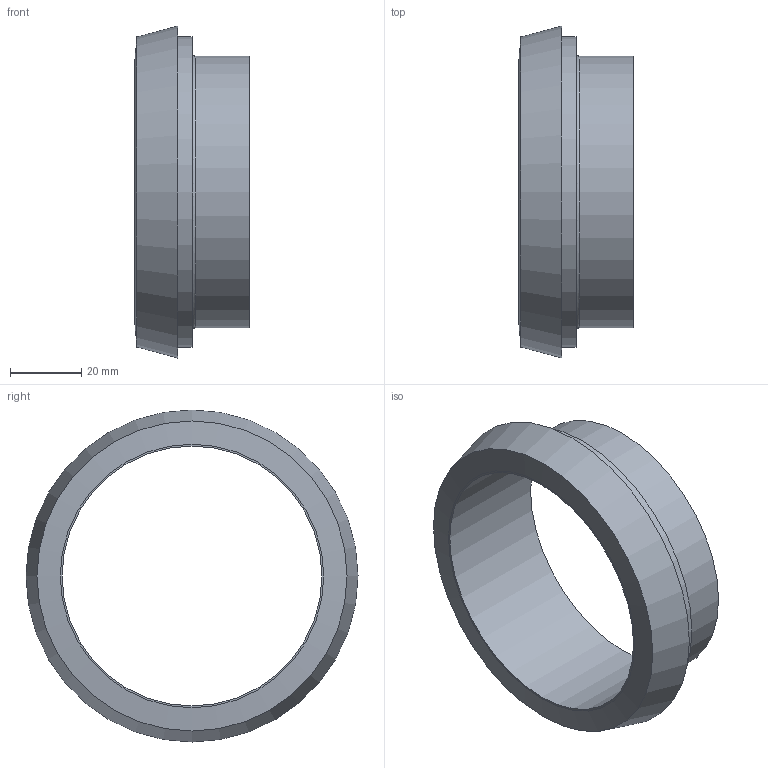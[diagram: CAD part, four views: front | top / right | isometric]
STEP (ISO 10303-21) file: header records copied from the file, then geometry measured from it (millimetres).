
FILE_DESCRIPTION((''),'2;1');
FILE_NAME('11401300x.stp','2010-08-03T11:34:03',('thilbrands'),(''),'Autodesk Inventor 2008','Autodesk Inventor 2008','');
FILE_SCHEMA(('AUTOMOTIVE_DESIGN { 1 0 10303 214 1 1 1 1 }'));
Length unit declared in the file: millimetre
Products named in the file (1): 114011001
Bounding box: 32 x 93 x 93 mm (x, y, z)
Volume: 38939 mm3; surface area: 19879.7 mm2
Topology: 1 solids, 1 shells, 10 faces, 16 edges, 10 vertices
Faces by surface type: plane 4, cylinder 3, cone 2, bspline 1
Full cylindrical faces by diameter (mm): 72.8 x1, 76.1 x1, 87 x1
Entity records: 274 total; most frequent: CARTESIAN_POINT 75, DIRECTION 40, AXIS2_PLACEMENT_3D 20, ORIENTED_EDGE 20, EDGE_LOOP 20, VERTEX_POINT 10, CIRCLE 10, EDGE_CURVE 10
